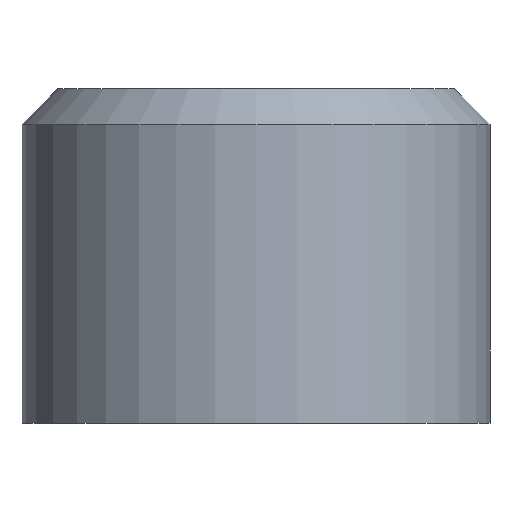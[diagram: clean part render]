
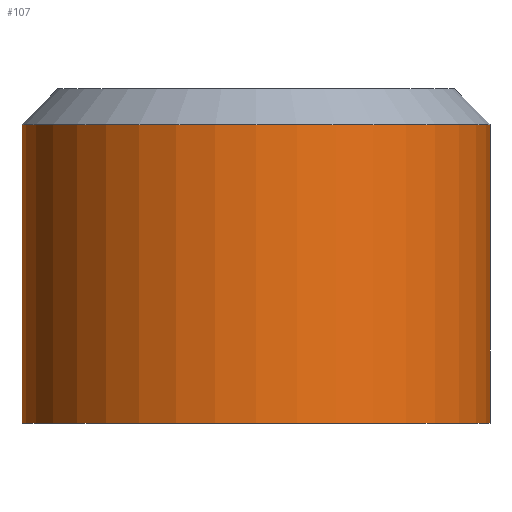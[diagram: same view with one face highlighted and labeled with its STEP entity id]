
A CAD part, front view. The second image highlights one B-rep face of the part: STEP entity #107.
In plain terms, the highlighted cylindrical face has radius 7 mm (diameter 14 mm), a partial arc.
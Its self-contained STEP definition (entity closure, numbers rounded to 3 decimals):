
#3 = DIRECTION ( 'NONE',  ( 1., 0., 0. ) ) ;
#5 = DIRECTION ( 'NONE',  ( 0., 0., 1. ) ) ;
#25 = VERTEX_POINT ( 'NONE', #243 ) ;
#47 = VERTEX_POINT ( 'NONE', #206 ) ;
#70 = EDGE_CURVE ( 'NONE', #25, #47, #269, .T. ) ;
#80 = EDGE_CURVE ( 'NONE', #90, #89, #275, .T. ) ;
#81 = ORIENTED_EDGE ( 'NONE', *, *, #114, .T. ) ;
#89 = VERTEX_POINT ( 'NONE', #163 ) ;
#90 = VERTEX_POINT ( 'NONE', #239 ) ;
#92 = EDGE_CURVE ( 'NONE', #90, #25, #238, .T. ) ;
#100 = ORIENTED_EDGE ( 'NONE', *, *, #70, .F. ) ;
#107 = ADVANCED_FACE ( 'NONE', ( #194 ), #190, .T. ) ;
#108 = EDGE_LOOP ( 'NONE', ( #109, #110, #81, #100 ) ) ;
#109 = ORIENTED_EDGE ( 'NONE', *, *, #92, .F. ) ;
#110 = ORIENTED_EDGE ( 'NONE', *, *, #80, .T. ) ;
#114 = EDGE_CURVE ( 'NONE', #89, #47, #350, .T. ) ;
#163 = CARTESIAN_POINT ( 'NONE',  ( 7., 0., -10. ) ) ;
#168 = DIRECTION ( 'NONE',  ( 1., 0., 0. ) ) ;
#169 = DIRECTION ( 'NONE',  ( 0., 0., 1. ) ) ;
#170 = CARTESIAN_POINT ( 'NONE',  ( 0., 0., -10. ) ) ;
#171 = AXIS2_PLACEMENT_3D ( 'NONE', #170, #169, #168 ) ;
#188 = CARTESIAN_POINT ( 'NONE',  ( 0., 0., 0. ) ) ;
#189 = AXIS2_PLACEMENT_3D ( 'NONE', #188, #5, #3 ) ;
#190 = CYLINDRICAL_SURFACE ( 'NONE', #189, 7. ) ;
#194 = FACE_OUTER_BOUND ( 'NONE', #108, .T. ) ;
#206 = CARTESIAN_POINT ( 'NONE',  ( 7., 0., -1.068 ) ) ;
#235 = DIRECTION ( 'NONE',  ( 0., 0., 1. ) ) ;
#236 = VECTOR ( 'NONE', #235, 1000. ) ;
#237 = CARTESIAN_POINT ( 'NONE',  ( -7., 0., 0. ) ) ;
#238 = LINE ( 'NONE', #237, #236 ) ;
#239 = CARTESIAN_POINT ( 'NONE',  ( -7., 0., -10. ) ) ;
#243 = CARTESIAN_POINT ( 'NONE',  ( -7., 0., -1.068 ) ) ;
#266 = DIRECTION ( 'NONE',  ( 0., 0., 1. ) ) ;
#267 = CARTESIAN_POINT ( 'NONE',  ( 0., 0., -1.068 ) ) ;
#268 = AXIS2_PLACEMENT_3D ( 'NONE', #267, #266, #289 ) ;
#269 = CIRCLE ( 'NONE', #268, 7. ) ;
#275 = CIRCLE ( 'NONE', #171, 7. ) ;
#289 = DIRECTION ( 'NONE',  ( 1., 0., 0. ) ) ;
#300 = CARTESIAN_POINT ( 'NONE',  ( 7., 0., 0. ) ) ;
#331 = DIRECTION ( 'NONE',  ( 0., 0., 1. ) ) ;
#350 = LINE ( 'NONE', #300, #355 ) ;
#355 = VECTOR ( 'NONE', #331, 1000. ) ;
